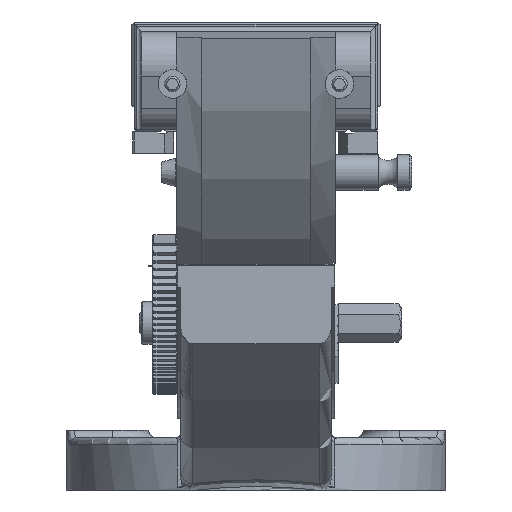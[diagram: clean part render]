
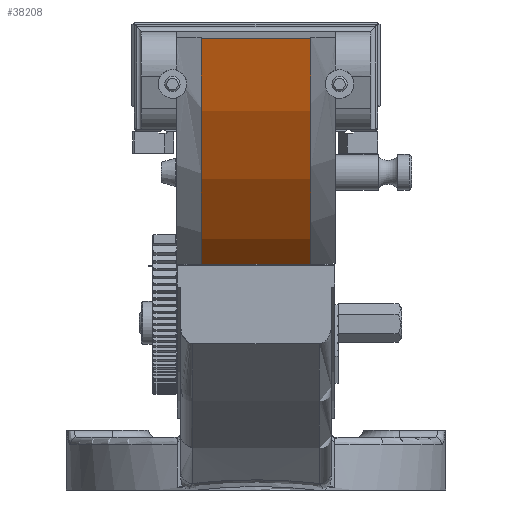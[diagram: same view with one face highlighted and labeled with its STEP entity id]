
A CAD part, front view. The second image highlights one B-rep face of the part: STEP entity #38208.
In plain terms, the highlighted cylindrical face has radius 191.5 mm (diameter 383 mm), a partial arc.
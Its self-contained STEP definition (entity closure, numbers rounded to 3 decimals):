
#824=CYLINDRICAL_SURFACE('',#40793,191.5);
#1886=FACE_BOUND('',#7911,.T.);
#1887=FACE_BOUND('',#7912,.T.);
#2670=CIRCLE('',#40794,191.5);
#2671=CIRCLE('',#40795,191.5);
#5537=FACE_OUTER_BOUND('',#7910,.T.);
#7910=EDGE_LOOP('',(#29063,#29064,#29065,#29066));
#7911=EDGE_LOOP('',(#29067));
#7912=EDGE_LOOP('',(#29068));
#10894=LINE('',#61485,#13481);
#11038=LINE('',#62216,#13625);
#13481=VECTOR('',#46246,10.);
#13625=VECTOR('',#46678,10.);
#15606=B_SPLINE_CURVE_WITH_KNOTS('',3,(#62175,#62176,#62177,#62178,#62179,
#62180,#62181,#62182,#62183,#62184,#62185,#62186,#62187,#62188,#62189,#62190,
#62191,#62192,#62193,#62194,#62195,#62196,#62197,#62198,#62199,#62200,#62201,
#62202,#62203,#62204,#62205,#62206,#62207,#62208,#62209,#62210,#62211),
 .UNSPECIFIED.,.T.,.F.,(4,1,1,1,1,1,1,1,1,1,1,1,1,1,1,1,1,1,1,1,1,1,1,1,
1,1,1,1,1,1,1,1,1,1,4),(-4.22,-3.994,-3.918,
-3.768,-3.617,-3.504,-3.466,
-3.391,-3.315,-3.278,-3.165,
-3.014,-2.939,-2.863,-2.75,-2.713,
-2.562,-2.411,-2.11,-2.035,
-2.009,-1.909,-1.808,-1.658,
-1.608,-1.507,-1.407,-1.331,
-1.206,-0.904,-0.754,-0.603,
-0.452,-0.301,0.),
 .UNSPECIFIED.);
#15607=B_SPLINE_CURVE_WITH_KNOTS('',3,(#62219,#62220,#62221,#62222,#62223,
#62224,#62225,#62226,#62227,#62228,#62229,#62230,#62231,#62232,#62233,#62234,
#62235,#62236,#62237,#62238,#62239,#62240,#62241,#62242,#62243,#62244,#62245,
#62246,#62247,#62248,#62249,#62250),.UNSPECIFIED.,.T.,.F.,(4,1,1,1,1,1,
1,1,1,1,1,1,1,1,1,1,1,1,1,1,1,1,1,1,1,1,1,1,1,4),(-4.22,-3.918,
-3.768,-3.617,-3.466,-3.391,
-3.315,-3.165,-3.014,-2.976,
-2.939,-2.863,-2.713,-2.562,
-2.411,-2.11,-2.009,-1.909,
-1.808,-1.608,-1.557,-1.407,
-1.306,-1.206,-0.904,-0.754,
-0.603,-0.452,-0.301,0.),
 .UNSPECIFIED.);
#17140=VERTEX_POINT('',#61482);
#17141=VERTEX_POINT('',#61484);
#17303=VERTEX_POINT('',#62135);
#17305=VERTEX_POINT('',#62213);
#17306=VERTEX_POINT('',#62215);
#17307=VERTEX_POINT('',#62218);
#21519=EDGE_CURVE('',#17140,#17141,#10894,.T.);
#21739=EDGE_CURVE('',#17303,#17303,#15606,.T.);
#21740=EDGE_CURVE('',#17305,#17140,#2670,.T.);
#21741=EDGE_CURVE('',#17306,#17305,#11038,.T.);
#21742=EDGE_CURVE('',#17141,#17306,#2671,.T.);
#21743=EDGE_CURVE('',#17307,#17307,#15607,.T.);
#29063=ORIENTED_EDGE('',*,*,#21519,.F.);
#29064=ORIENTED_EDGE('',*,*,#21740,.F.);
#29065=ORIENTED_EDGE('',*,*,#21741,.F.);
#29066=ORIENTED_EDGE('',*,*,#21742,.F.);
#29067=ORIENTED_EDGE('',*,*,#21743,.F.);
#29068=ORIENTED_EDGE('',*,*,#21739,.F.);
#38208=ADVANCED_FACE('',(#5537,#1886,#1887),#824,.T.);
#40793=AXIS2_PLACEMENT_3D('',#62212,#46674,#46675);
#40794=AXIS2_PLACEMENT_3D('',#62214,#46676,#46677);
#40795=AXIS2_PLACEMENT_3D('',#62217,#46679,#46680);
#46246=DIRECTION('',(-1.,0.,0.));
#46674=DIRECTION('center_axis',(1.,0.,0.));
#46675=DIRECTION('ref_axis',(0.,-0.971,-0.24));
#46676=DIRECTION('center_axis',(1.,0.,0.));
#46677=DIRECTION('ref_axis',(0.,-0.971,-0.24));
#46678=DIRECTION('',(1.,0.,0.));
#46679=DIRECTION('center_axis',(-1.,0.,0.));
#46680=DIRECTION('ref_axis',(0.,-0.971,-0.24));
#61482=CARTESIAN_POINT('',(23.,144.663,-50.5));
#61484=CARTESIAN_POINT('',(-23.,144.663,-50.5));
#61485=CARTESIAN_POINT('',(0.,144.663,-50.5));
#62135=CARTESIAN_POINT('',(-14.,-61.343,-106.431));
#62175=CARTESIAN_POINT('Ctrl Pts',(-14.,-61.345,
-106.431));
#62176=CARTESIAN_POINT('Ctrl Pts',(-14.916,-61.345,
-106.431));
#62177=CARTESIAN_POINT('Ctrl Pts',(-16.207,-61.146,
-106.498));
#62178=CARTESIAN_POINT('Ctrl Pts',(-18.005,-60.439,
-106.735));
#62179=CARTESIAN_POINT('Ctrl Pts',(-19.38,-59.605,
-107.011));
#62180=CARTESIAN_POINT('Ctrl Pts',(-20.561,-58.477,
-107.377));
#62181=CARTESIAN_POINT('Ctrl Pts',(-21.286,-57.458,-107.7));
#62182=CARTESIAN_POINT('Ctrl Pts',(-21.732,-56.636,
-107.956));
#62183=CARTESIAN_POINT('Ctrl Pts',(-22.043,-55.918,
-108.177));
#62184=CARTESIAN_POINT('Ctrl Pts',(-22.265,-55.176,
-108.402));
#62185=CARTESIAN_POINT('Ctrl Pts',(-22.449,-54.267,
-108.673));
#62186=CARTESIAN_POINT('Ctrl Pts',(-22.55,-53.088,
-109.019));
#62187=CARTESIAN_POINT('Ctrl Pts',(-22.399,-51.734,
-109.404));
#62188=CARTESIAN_POINT('Ctrl Pts',(-22.044,-50.529,
-109.736));
#62189=CARTESIAN_POINT('Ctrl Pts',(-21.609,-49.517,
-110.01));
#62190=CARTESIAN_POINT('Ctrl Pts',(-21.113,-48.709,-110.224));
#62191=CARTESIAN_POINT('Ctrl Pts',(-20.345,-47.73,
-110.479));
#62192=CARTESIAN_POINT('Ctrl Pts',(-19.381,-46.791,
-110.719));
#62193=CARTESIAN_POINT('Ctrl Pts',(-17.177,-45.423,
-111.058));
#62194=CARTESIAN_POINT('Ctrl Pts',(-14.904,-44.943,-111.173));
#62195=CARTESIAN_POINT('Ctrl Pts',(-13.285,-45.036,
-111.151));
#62196=CARTESIAN_POINT('Ctrl Pts',(-12.443,-45.139,
-111.126));
#62197=CARTESIAN_POINT('Ctrl Pts',(-11.501,-45.346,-111.076));
#62198=CARTESIAN_POINT('Ctrl Pts',(-10.087,-45.882,
-110.945));
#62199=CARTESIAN_POINT('Ctrl Pts',(-8.989,-46.561,
-110.776));
#62200=CARTESIAN_POINT('Ctrl Pts',(-8.049,-47.35,
-110.576));
#62201=CARTESIAN_POINT('Ctrl Pts',(-7.351,-48.075,
-110.39));
#62202=CARTESIAN_POINT('Ctrl Pts',(-6.68,-49.018,
-110.143));
#62203=CARTESIAN_POINT('Ctrl Pts',(-6.094,-50.131,
-109.845));
#62204=CARTESIAN_POINT('Ctrl Pts',(-5.424,-52.137,
-109.295));
#62205=CARTESIAN_POINT('Ctrl Pts',(-5.426,-54.429,
-108.631));
#62206=CARTESIAN_POINT('Ctrl Pts',(-6.276,-56.807,-107.905));
#62207=CARTESIAN_POINT('Ctrl Pts',(-7.33,-58.371,
-107.411));
#62208=CARTESIAN_POINT('Ctrl Pts',(-8.624,-59.605,
-107.011));
#62209=CARTESIAN_POINT('Ctrl Pts',(-10.815,-60.941,
-106.568));
#62210=CARTESIAN_POINT('Ctrl Pts',(-12.779,-61.345,-106.43));
#62211=CARTESIAN_POINT('Ctrl Pts',(-14.,-61.345,
-106.431));
#62212=CARTESIAN_POINT('Origin',(0.,0.,74.978));
#62213=CARTESIAN_POINT('',(23.,-185.905,29.024));
#62214=CARTESIAN_POINT('Origin',(23.,0.,74.978));
#62215=CARTESIAN_POINT('',(-23.,-185.905,29.024));
#62216=CARTESIAN_POINT('',(0.,-185.905,29.024));
#62217=CARTESIAN_POINT('Origin',(-23.,0.,74.978));
#62218=CARTESIAN_POINT('',(14.,-61.343,-106.431));
#62219=CARTESIAN_POINT('Ctrl Pts',(14.,-61.342,-106.431));
#62220=CARTESIAN_POINT('Ctrl Pts',(12.779,-61.342,-106.431));
#62221=CARTESIAN_POINT('Ctrl Pts',(10.815,-60.941,-106.568));
#62222=CARTESIAN_POINT('Ctrl Pts',(8.621,-59.6,-107.012));
#62223=CARTESIAN_POINT('Ctrl Pts',(7.333,-58.376,-107.409));
#62224=CARTESIAN_POINT('Ctrl Pts',(6.453,-57.062,-107.825));
#62225=CARTESIAN_POINT('Ctrl Pts',(5.958,-55.918,-108.177));
#62226=CARTESIAN_POINT('Ctrl Pts',(5.601,-54.719,-108.54));
#62227=CARTESIAN_POINT('Ctrl Pts',(5.434,-53.229,-108.979));
#62228=CARTESIAN_POINT('Ctrl Pts',(5.584,-51.889,-109.359));
#62229=CARTESIAN_POINT('Ctrl Pts',(5.823,-50.982,-109.611));
#62230=CARTESIAN_POINT('Ctrl Pts',(6.019,-50.388,-109.774));
#62231=CARTESIAN_POINT('Ctrl Pts',(6.451,-49.374,-110.049));
#62232=CARTESIAN_POINT('Ctrl Pts',(7.333,-48.045,-110.399));
#62233=CARTESIAN_POINT('Ctrl Pts',(8.619,-46.793,-110.718));
#62234=CARTESIAN_POINT('Ctrl Pts',(10.829,-45.421,-111.059));
#62235=CARTESIAN_POINT('Ctrl Pts',(13.194,-44.924,-111.178));
#62236=CARTESIAN_POINT('Ctrl Pts',(15.229,-45.073,-111.142));
#62237=CARTESIAN_POINT('Ctrl Pts',(16.502,-45.346,-111.076));
#62238=CARTESIAN_POINT('Ctrl Pts',(18.111,-45.96,-110.926));
#62239=CARTESIAN_POINT('Ctrl Pts',(19.366,-46.804,-110.715));
#62240=CARTESIAN_POINT('Ctrl Pts',(20.513,-47.917,-110.431));
#62241=CARTESIAN_POINT('Ctrl Pts',(21.286,-48.915,-110.171));
#62242=CARTESIAN_POINT('Ctrl Pts',(21.945,-50.232,-109.818));
#62243=CARTESIAN_POINT('Ctrl Pts',(22.573,-52.241,-109.265));
#62244=CARTESIAN_POINT('Ctrl Pts',(22.574,-54.417,-108.635));
#62245=CARTESIAN_POINT('Ctrl Pts',(21.725,-56.808,-107.905));
#62246=CARTESIAN_POINT('Ctrl Pts',(20.668,-58.372,-107.411));
#62247=CARTESIAN_POINT('Ctrl Pts',(19.38,-59.602,-107.012));
#62248=CARTESIAN_POINT('Ctrl Pts',(17.185,-60.94,-106.569));
#62249=CARTESIAN_POINT('Ctrl Pts',(15.221,-61.342,-106.431));
#62250=CARTESIAN_POINT('Ctrl Pts',(14.,-61.342,-106.431));
